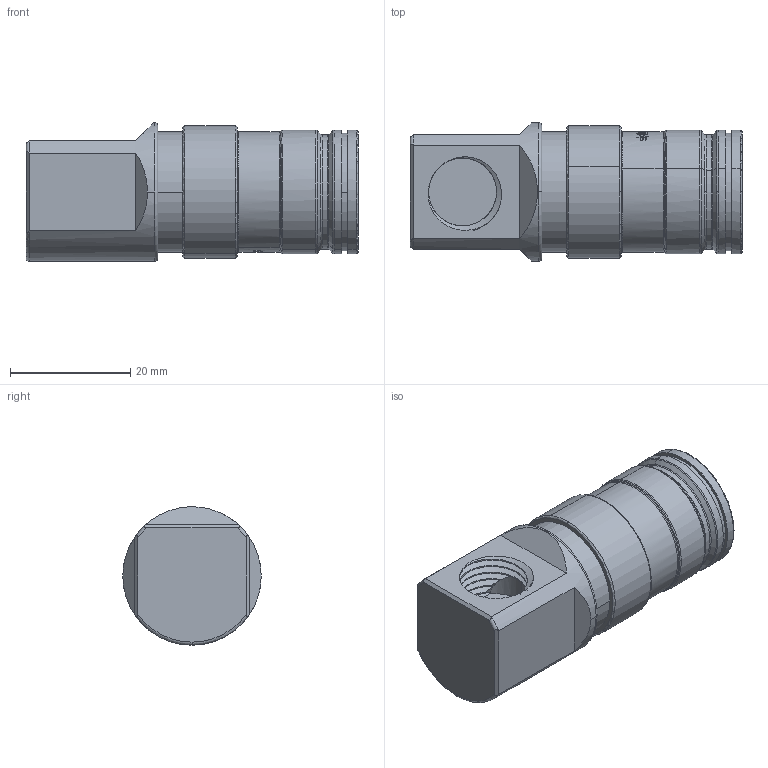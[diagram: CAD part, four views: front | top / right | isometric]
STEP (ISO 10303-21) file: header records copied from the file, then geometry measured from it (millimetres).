
FILE_DESCRIPTION (( 'STEP AP203' ), '1' );
FILE_NAME ('TPP 05S G14F-BR-90.STEP', '2025-01-21T00:58:12', ( 'Windows 蚚誧' ), ( '' ), 'SwSTEP 2.0', 'SolidWorks 2023', '' );
FILE_SCHEMA (( 'CONFIG_CONTROL_DESIGN' ));
Products named in the file (1): TPP 05S G14F-BR-90
Bounding box: 55.2 x 23 x 23 mm (x, y, z)
Volume: 17055.1 mm3; surface area: 5589.6 mm2
Topology: 1 solids, 1 shells, 405 faces, 1096 edges, 729 vertices
Faces by surface type: plane 170, bspline 95, cylinder 92, torus 28, sphere 14, cone 6
Entity records: 35375 total; most frequent: CARTESIAN_POINT 26408, ORIENTED_EDGE 2160, DIRECTION 1377, EDGE_CURVE 1080, VERTEX_POINT 719, AXIS2_PLACEMENT_3D 525, B_SPLINE_CURVE_WITH_KNOTS 453, EDGE_LOOP 447
